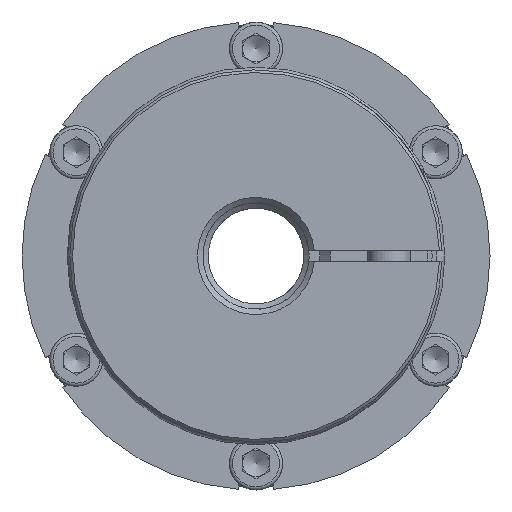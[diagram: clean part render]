
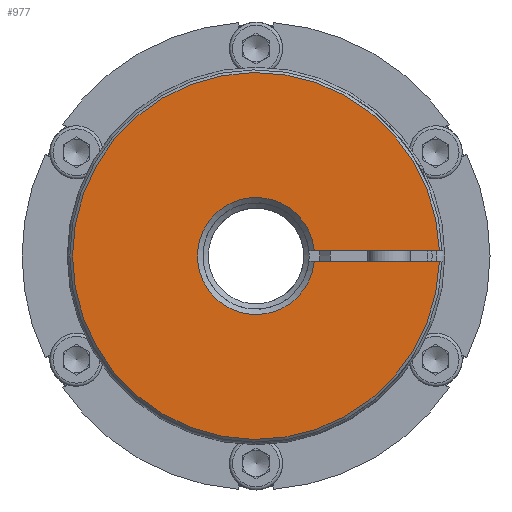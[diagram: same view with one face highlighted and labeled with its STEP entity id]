
A CAD part, left-side view. The second image highlights one B-rep face of the part: STEP entity #977.
In plain terms, the highlighted planar face has unit normal (-1, 0, 0).
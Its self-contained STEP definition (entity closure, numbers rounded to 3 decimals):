
#977 = ADVANCED_FACE( '', ( #2283 ), #2284, .T. );
#2283 = FACE_OUTER_BOUND( '', #3895, .T. );
#2284 = PLANE( '', #3896 );
#3895 = EDGE_LOOP( '', ( #6789, #6790, #6791, #6792 ) );
#3896 = AXIS2_PLACEMENT_3D( '', #6793, #6794, #6795 );
#6789 = ORIENTED_EDGE( '', *, *, #8982, .F. );
#6790 = ORIENTED_EDGE( '', *, *, #9538, .T. );
#6791 = ORIENTED_EDGE( '', *, *, #9090, .F. );
#6792 = ORIENTED_EDGE( '', *, *, #9682, .T. );
#6793 = CARTESIAN_POINT( '', ( -54.05, 0., 6. ) );
#6794 = DIRECTION( '', ( -1., 0., 0. ) );
#6795 = DIRECTION( '', ( 0., 0., 1. ) );
#8982 = EDGE_CURVE( '', #10775, #10777, #10778, .T. );
#9090 = EDGE_CURVE( '', #10956, #10957, #10958, .T. );
#9538 = EDGE_CURVE( '', #10775, #10957, #11634, .F. );
#9682 = EDGE_CURVE( '', #10956, #10777, #11827, .T. );
#10775 = VERTEX_POINT( '', #13983 );
#10777 = VERTEX_POINT( '', #13988 );
#10778 = LINE( '', #13989, #13990 );
#10956 = VERTEX_POINT( '', #14432 );
#10957 = VERTEX_POINT( '', #14433 );
#10958 = LINE( '', #14434, #14435 );
#11634 = CIRCLE( '', #15669, 11. );
#11827 = CIRCLE( '', #16127, 34.5 );
#13983 = CARTESIAN_POINT( '', ( -54.05, -10.954, -1. ) );
#13988 = CARTESIAN_POINT( '', ( -54.05, -34.486, -1. ) );
#13989 = CARTESIAN_POINT( '', ( -54.05, 0., -1. ) );
#13990 = VECTOR( '', #17864, 1000. );
#14432 = CARTESIAN_POINT( '', ( -54.05, -34.486, 1. ) );
#14433 = CARTESIAN_POINT( '', ( -54.05, -10.954, 1. ) );
#14434 = CARTESIAN_POINT( '', ( -54.05, -38.734, 1. ) );
#14435 = VECTOR( '', #18001, 1000. );
#15669 = AXIS2_PLACEMENT_3D( '', #18578, #18579, #18580 );
#16127 = AXIS2_PLACEMENT_3D( '', #18747, #18748, #18749 );
#17864 = DIRECTION( '', ( 0., -1., 0. ) );
#18001 = DIRECTION( '', ( 0., 1., 0. ) );
#18578 = CARTESIAN_POINT( '', ( -54.05, 0., 0. ) );
#18579 = DIRECTION( '', ( -1., 0., 0. ) );
#18580 = DIRECTION( '', ( 0., 0., 1. ) );
#18747 = CARTESIAN_POINT( '', ( -54.05, 0., 0. ) );
#18748 = DIRECTION( '', ( -1., 0., 0. ) );
#18749 = DIRECTION( '', ( 0., 0., 1. ) );
